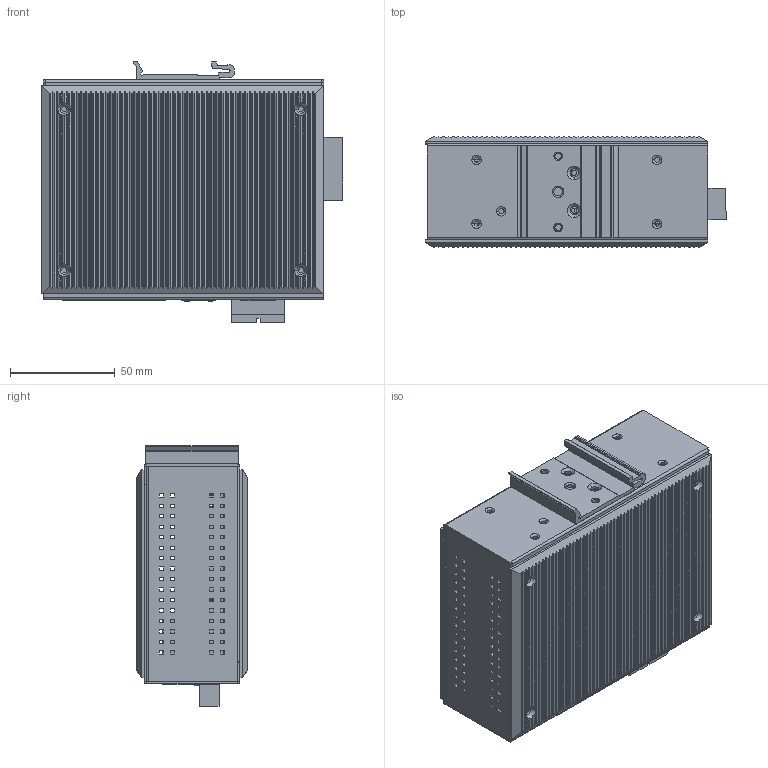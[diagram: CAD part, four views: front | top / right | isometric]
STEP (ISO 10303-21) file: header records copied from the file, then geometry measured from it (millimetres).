
FILE_DESCRIPTION((''),'2;1');
FILE_NAME('EDS-308_ASM','2017-04-17T',('YoungMH_Yang'),('PTC'),'PRO/ENGINEER BY PARAMETRIC TECHNOLOGY CORPORATION, 2013230','PRO/ENGINEER BY PARAMETRIC TECHNOLOGY CORPORATION, 2013230','');
FILE_SCHEMA(('AUTOMOTIVE_DESIGN { 1 0 10303 214 1 1 1 1 }'));
Products named in the file (69): EDS-308A_BOT-COVER; EDS-309-3M-SC_PCB; TACKSW_DTSA644N; 1111000003000_TERMINAL_M_6P; DIP_SEITCH_16PIN; 1111000003100_TERMINAL_FM_6P; FIBER_SC; MSBR-5; MSBR-4; MSBR-3; MSBR-2; MSBR-1; 1126411102212_9714-881X-S3L3-RJ_ASM; MANIFOLD_SOLID_BREP-30571; MANIFOLD_SOLID_BREP-30473; MANIFOLD_SOLID_BREP-30369; MANIFOLD_SOLID_BREP-30265; MANIFOLD_SOLID_BREP-30161; MANIFOLD_SOLID_BREP-30057; MANIFOLD_SOLID_BREP-29953; MANIFOLD_SOLID_BREP-29855; MANIFOLD_SOLID_BREP-29757; MANIFOLD_SOLID_BREP-3691; MANIFOLD_SOLID_BREP-3593; MANIFOLD_SOLID_BREP-3489; MANIFOLD_SOLID_BREP-3391; MANIFOLD_SOLID_BREP-3287; MANIFOLD_SOLID_BREP-3183; MANIFOLD_SOLID_BREP-3079; MANIFOLD_SOLID_BREP-2981; MANIFOLD_SOLID_BREP-2877; MANIFOLD_SOLID_BREP-2773; MANIFOLD_SOLID_BREP-2669; MANIFOLD_SOLID_BREP-2565; MANIFOLD_SOLID_BREP-2461; MANIFOLD_SOLID_BREP-2357; MANIFOLD_SOLID_BREP-2253; MANIFOLD_SOLID_BREP-2149; MANIFOLD_SOLID_BREP-2045; MANIFOLD_SOLID_BREP-1941 ...
Assembly tree (71 placements, depth 4):
  EDS-308_ASM
    EDS-308A_BOT-COVER
    EDS-308-PCB_ASM
      EDS-309-3M-SC_PCB
      TACKSW_DTSA644N
      1111000003000_TERMINAL_M_6P
      DIP_SEITCH_16PIN
      1111000003100_TERMINAL_FM_6P
      FIBER_SC
      1126411102212_9714-881X-S3L3-RJ_ASM  x2
        MSBR-5
        MSBR-4
        MSBR-3
        MSBR-2
        MSBR-1
      1126412302210_TZW2J88-0A4B2B2_ASM
        MANIFOLD_SOLID_BREP-30571
        MANIFOLD_SOLID_BREP-30473
        MANIFOLD_SOLID_BREP-30369
        MANIFOLD_SOLID_BREP-30265
        MANIFOLD_SOLID_BREP-30161
        MANIFOLD_SOLID_BREP-30057
        MANIFOLD_SOLID_BREP-29953
        MANIFOLD_SOLID_BREP-29855
        MANIFOLD_SOLID_BREP-29757
        MANIFOLD_SOLID_BREP-3691
        MANIFOLD_SOLID_BREP-3593
        MANIFOLD_SOLID_BREP-3489
        MANIFOLD_SOLID_BREP-3391
        MANIFOLD_SOLID_BREP-3287
        MANIFOLD_SOLID_BREP-3183
        MANIFOLD_SOLID_BREP-3079
        MANIFOLD_SOLID_BREP-2981
        MANIFOLD_SOLID_BREP-2877
        MANIFOLD_SOLID_BREP-2773
        MANIFOLD_SOLID_BREP-2669
        MANIFOLD_SOLID_BREP-2565
        MANIFOLD_SOLID_BREP-2461
        MANIFOLD_SOLID_BREP-2357
        MANIFOLD_SOLID_BREP-2253
        MANIFOLD_SOLID_BREP-2149
        MANIFOLD_SOLID_BREP-2045
        MANIFOLD_SOLID_BREP-1941
        MANIFOLD_SOLID_BREP-1837
        MANIFOLD_SOLID_BREP-1733
        MANIFOLD_SOLID_BREP-1629
        MANIFOLD_SOLID_BREP-1525
        MANIFOLD_SOLID_BREP-1421
        MANIFOLD_SOLID_BREP-1323
        MANIFOLD_SOLID_BREP-1225
        MANIFOLD_SOLID_BREP-1121
        MANIFOLD_SOLID_BREP-1017
        MANIFOLD_SOLID_BREP-919
        MANIFOLD_SOLID_BREP-821
        MANIFOLD_SOLID_BREP-717
        MANIFOLD_SOLID_BREP-619
        MANIFOLD_SOLID_BREP-521
        MANIFOLD_SOLID_BREP-417
        MANIFOLD_SOLID_BREP-313
        MANIFOLD_SOLID_BREP-209
Bounding box: 144.05 x 52.98 x 124.61 mm (x, y, z)
Volume: 209827.5 mm3; surface area: 238225 mm2
Topology: 84 solids, 296 shells, 5275 faces, 14878 edges, 10061 vertices
Faces by surface type: plane 4195, cylinder 936, cone 64, torus 46, extrusion 24, sphere 6, bspline 4
Entity records: 190961 total; most frequent: CARTESIAN_POINT 30288, ORIENTED_EDGE 24622, DIRECTION 22513, EDGE_CURVE 12581, VECTOR 10461, LINE 10437, PRESENTATION_STYLE_ASSIGNMENT 9919, STYLED_ITEM 9861
